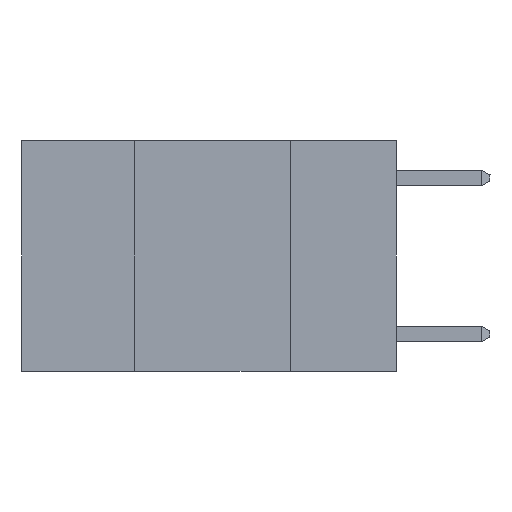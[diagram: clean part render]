
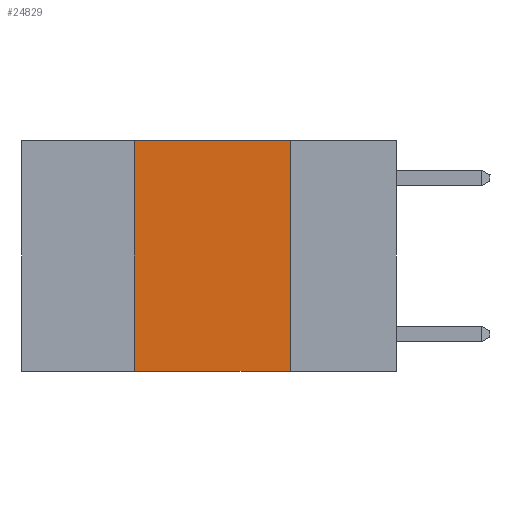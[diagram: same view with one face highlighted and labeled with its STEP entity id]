
A CAD part, left-side view. The second image highlights one B-rep face of the part: STEP entity #24829.
In plain terms, the highlighted planar face has unit normal (-1, 0, 0).
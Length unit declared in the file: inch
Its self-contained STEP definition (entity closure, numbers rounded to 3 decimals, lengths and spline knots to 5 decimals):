
#1599 = DIRECTION ( 'NONE',  ( 0., -1., 0. ) ) ;
#2202 = DIRECTION ( 'NONE',  ( 0., 0., -1. ) ) ;
#2651 = VERTEX_POINT ( 'NONE', #23297 ) ;
#3287 = DIRECTION ( 'NONE',  ( 1., 0., 0. ) ) ;
#3532 = CARTESIAN_POINT ( 'NONE',  ( 0., 0.42, -0.37 ) ) ;
#4703 = VERTEX_POINT ( 'NONE', #18338 ) ;
#4717 = EDGE_CURVE ( 'NONE', #2651, #17583, #23054, .T. ) ;
#5193 = EDGE_CURVE ( 'NONE', #11035, #4703, #29931, .T. ) ;
#8090 = VECTOR ( 'NONE', #25235, 39.37008 ) ;
#9323 = EDGE_LOOP ( 'NONE', ( #24052, #18910, #28899, #30145 ) ) ;
#10382 = DIRECTION ( 'NONE',  ( 0., 0., -1. ) ) ;
#10685 = FACE_OUTER_BOUND ( 'NONE', #9323, .T. ) ;
#11035 = VERTEX_POINT ( 'NONE', #3532 ) ;
#11774 = DIRECTION ( 'NONE',  ( 0., -1., 0. ) ) ;
#12388 = VECTOR ( 'NONE', #11774, 39.37008 ) ;
#13084 = CARTESIAN_POINT ( 'NONE',  ( 0., 0.6, 0. ) ) ;
#14626 = LINE ( 'NONE', #16691, #12388 ) ;
#16652 = EDGE_CURVE ( 'NONE', #4703, #2651, #14626, .T. ) ;
#16691 = CARTESIAN_POINT ( 'NONE',  ( 0., 0.6, 0. ) ) ;
#17516 = PLANE ( 'NONE',  #19153 ) ;
#17583 = VERTEX_POINT ( 'NONE', #28972 ) ;
#18338 = CARTESIAN_POINT ( 'NONE',  ( 0., 0.42, 0. ) ) ;
#18910 = ORIENTED_EDGE ( 'NONE', *, *, #16652, .F. ) ;
#18970 = CARTESIAN_POINT ( 'NONE',  ( 0., 0.6, -0.37 ) ) ;
#19135 = VECTOR ( 'NONE', #1599, 39.37008 ) ;
#19153 = AXIS2_PLACEMENT_3D ( 'NONE', #13084, #3287, #10382 ) ;
#20186 = VECTOR ( 'NONE', #2202, 39.37008 ) ;
#20977 = CARTESIAN_POINT ( 'NONE',  ( 0., 0.42, 0. ) ) ;
#21786 = CARTESIAN_POINT ( 'NONE',  ( 0., 0.17, 0. ) ) ;
#22739 = EDGE_CURVE ( 'NONE', #11035, #17583, #28401, .T. ) ;
#23054 = LINE ( 'NONE', #21786, #20186 ) ;
#23297 = CARTESIAN_POINT ( 'NONE',  ( 0., 0.17, 0. ) ) ;
#24052 = ORIENTED_EDGE ( 'NONE', *, *, #4717, .F. ) ;
#24829 = ADVANCED_FACE ( 'NONE', ( #10685 ), #17516, .F. ) ;
#25235 = DIRECTION ( 'NONE',  ( 0., 0., 1. ) ) ;
#28401 = LINE ( 'NONE', #18970, #19135 ) ;
#28899 = ORIENTED_EDGE ( 'NONE', *, *, #5193, .F. ) ;
#28972 = CARTESIAN_POINT ( 'NONE',  ( 0., 0.17, -0.37 ) ) ;
#29931 = LINE ( 'NONE', #20977, #8090 ) ;
#30145 = ORIENTED_EDGE ( 'NONE', *, *, #22739, .T. ) ;
